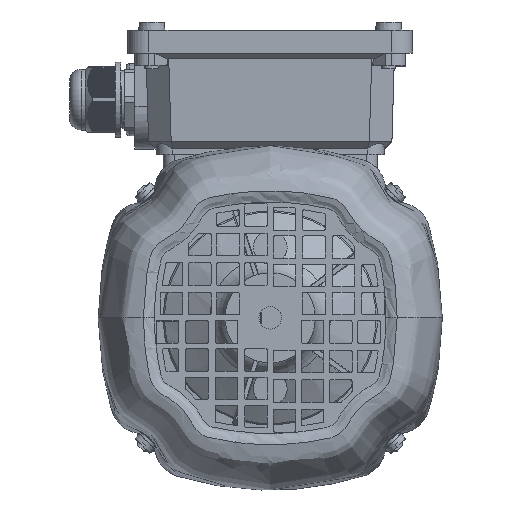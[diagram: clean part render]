
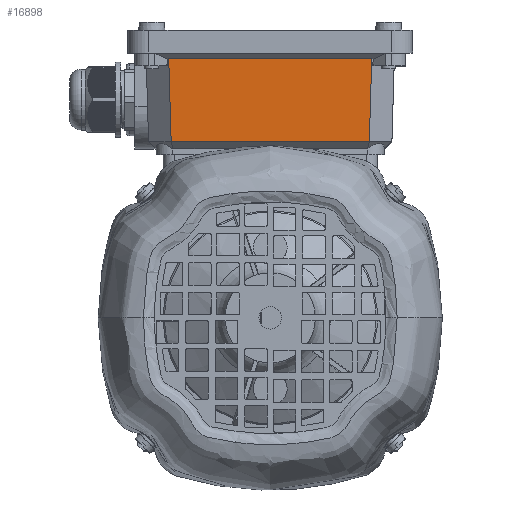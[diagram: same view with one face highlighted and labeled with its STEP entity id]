
A CAD part, top view. The second image highlights one B-rep face of the part: STEP entity #16898.
In plain terms, the highlighted planar face has unit normal (0, -0.029, 1).
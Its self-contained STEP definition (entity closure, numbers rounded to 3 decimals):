
#1778=PLANE('',#65988);
#3989=FACE_OUTER_BOUND('',#24616,.T.);
#7574=LINE('',#96846,#12427);
#7584=LINE('',#96867,#12437);
#7585=LINE('',#96869,#12438);
#7586=LINE('',#96871,#12439);
#12427=VECTOR('',#75149,1.);
#12437=VECTOR('',#75173,1.);
#12438=VECTOR('',#75174,1.);
#12439=VECTOR('',#75175,1.);
#16898=ADVANCED_FACE('',(#3989),#1778,.F.);
#24616=EDGE_LOOP('',(#32573,#32574,#32575,#32576));
#32573=ORIENTED_EDGE('',*,*,#54914,.F.);
#32574=ORIENTED_EDGE('',*,*,#54925,.T.);
#32575=ORIENTED_EDGE('',*,*,#54926,.T.);
#32576=ORIENTED_EDGE('',*,*,#54927,.T.);
#47928=VERTEX_POINT('',#96845);
#47929=VERTEX_POINT('',#96847);
#47933=VERTEX_POINT('',#96868);
#47934=VERTEX_POINT('',#96870);
#54914=EDGE_CURVE('',#47928,#47929,#7574,.T.);
#54925=EDGE_CURVE('',#47928,#47933,#7584,.T.);
#54926=EDGE_CURVE('',#47933,#47934,#7585,.T.);
#54927=EDGE_CURVE('',#47934,#47929,#7586,.T.);
#65988=AXIS2_PLACEMENT_3D('',#96872,#75176,#75177);
#75149=DIRECTION('',(1.,0.,0.));
#75173=DIRECTION('',(0.029,-0.999,-0.029));
#75174=DIRECTION('',(1.,0.,0.));
#75175=DIRECTION('',(0.029,0.999,0.029));
#75176=DIRECTION('',(0.,0.029,-1.));
#75177=DIRECTION('',(-1.,0.,0.));
#96845=CARTESIAN_POINT('',(-35.997,92.,93.));
#96846=CARTESIAN_POINT('',(0.,92.,93.));
#96847=CARTESIAN_POINT('',(35.997,92.,93.));
#96867=CARTESIAN_POINT('',(-35.965,90.943,92.969));
#96868=CARTESIAN_POINT('',(-35.129,62.5,92.132));
#96869=CARTESIAN_POINT('',(0.,62.5,92.132));
#96870=CARTESIAN_POINT('',(35.129,62.5,92.132));
#96871=CARTESIAN_POINT('',(35.965,90.943,92.969));
#96872=CARTESIAN_POINT('',(0.,92.,93.));
